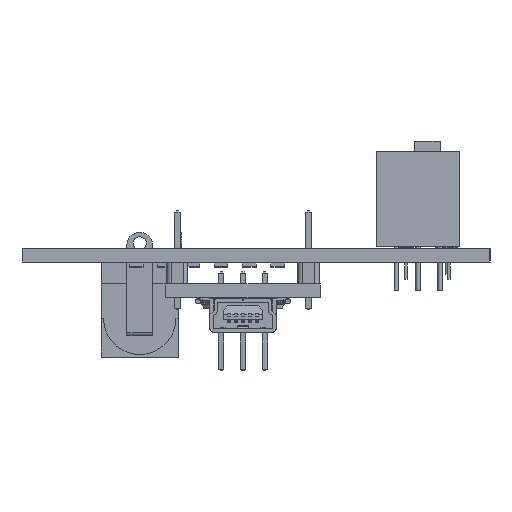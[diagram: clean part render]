
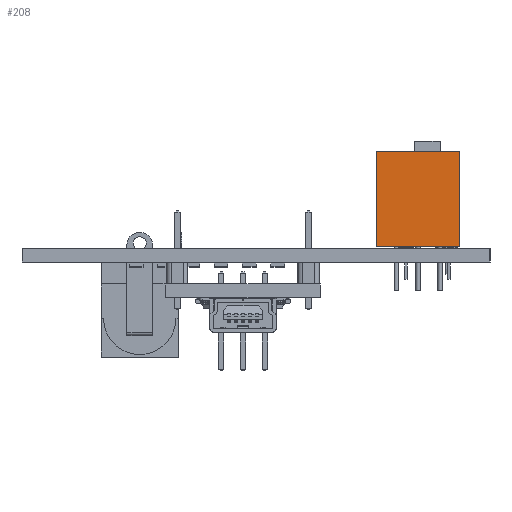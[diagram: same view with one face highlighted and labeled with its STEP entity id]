
A CAD part, left-side view. The second image highlights one B-rep face of the part: STEP entity #208.
In plain terms, the highlighted planar face has unit normal (-1, 0, 0).
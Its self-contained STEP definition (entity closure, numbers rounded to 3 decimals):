
#110 = EDGE_CURVE('',#111,#113,#115,.T.);
#111 = VERTEX_POINT('',#112);
#112 = CARTESIAN_POINT('',(-4.4,-2.31,0.1));
#113 = VERTEX_POINT('',#114);
#114 = CARTESIAN_POINT('',(-4.4,-2.31,11.2));
#115 = LINE('',#116,#117);
#116 = CARTESIAN_POINT('',(-4.4,-2.31,0.1));
#117 = VECTOR('',#118,1.);
#118 = DIRECTION('',(0.,0.,1.));
#183 = VERTEX_POINT('',#184);
#184 = CARTESIAN_POINT('',(-4.4,7.39,11.2));
#190 = EDGE_CURVE('',#191,#183,#193,.T.);
#191 = VERTEX_POINT('',#192);
#192 = CARTESIAN_POINT('',(-4.4,7.39,0.1));
#193 = LINE('',#194,#195);
#194 = CARTESIAN_POINT('',(-4.4,7.39,0.1));
#195 = VECTOR('',#196,1.);
#196 = DIRECTION('',(0.,0.,1.));
#208 = ADVANCED_FACE('',(#209),#225,.F.);
#209 = FACE_BOUND('',#210,.F.);
#210 = EDGE_LOOP('',(#211,#212,#218,#219));
#211 = ORIENTED_EDGE('',*,*,#190,.T.);
#212 = ORIENTED_EDGE('',*,*,#213,.T.);
#213 = EDGE_CURVE('',#183,#113,#214,.T.);
#214 = LINE('',#215,#216);
#215 = CARTESIAN_POINT('',(-4.4,7.39,11.2));
#216 = VECTOR('',#217,1.);
#217 = DIRECTION('',(0.,-1.,0.));
#218 = ORIENTED_EDGE('',*,*,#110,.F.);
#219 = ORIENTED_EDGE('',*,*,#220,.F.);
#220 = EDGE_CURVE('',#191,#111,#221,.T.);
#221 = LINE('',#222,#223);
#222 = CARTESIAN_POINT('',(-4.4,7.39,0.1));
#223 = VECTOR('',#224,1.);
#224 = DIRECTION('',(0.,-1.,0.));
#225 = PLANE('',#226);
#226 = AXIS2_PLACEMENT_3D('',#227,#228,#229);
#227 = CARTESIAN_POINT('',(-4.4,7.39,0.1));
#228 = DIRECTION('',(1.,0.,0.));
#229 = DIRECTION('',(0.,-1.,0.));
